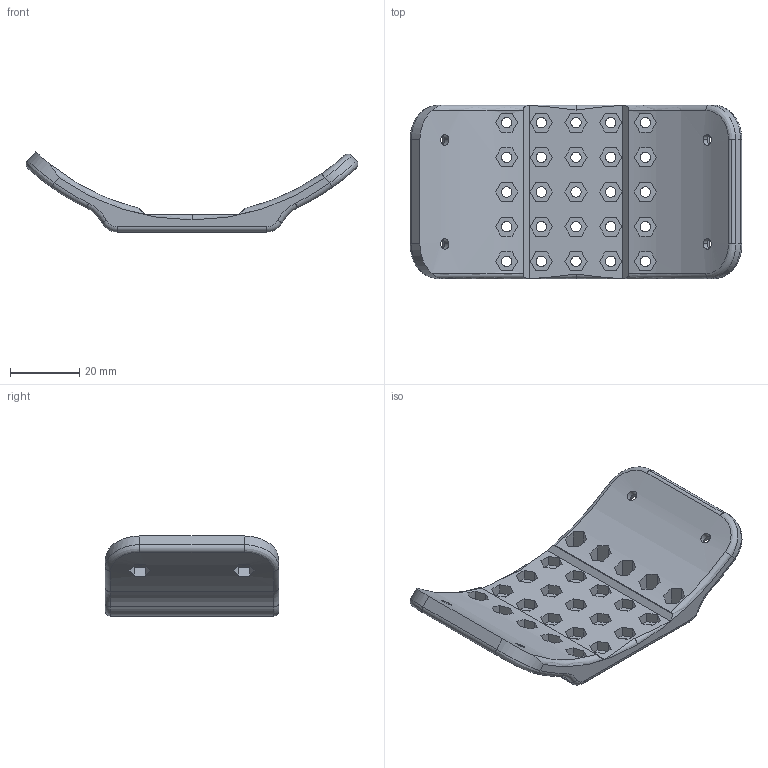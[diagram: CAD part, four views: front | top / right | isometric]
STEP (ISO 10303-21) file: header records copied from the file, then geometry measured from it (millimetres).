
FILE_DESCRIPTION (( 'STEP AP214' ), '1' );
FILE_NAME ('賑輸R50.ST', '2024-11-26T10:44:27', ( '' ), ( '' ), 'SwSTEP 2.0', 'SolidWorks 2024', '' );
FILE_SCHEMA (( 'AUTOMOTIVE_DESIGN' ));
Length unit declared in the file: millimetre
Products named in the file (1): 滑块R50
Bounding box: 95.66 x 50 x 23.1 mm (x, y, z)
Volume: 25084.6 mm3; surface area: 14047.8 mm2
Topology: 1 solids, 1 shells, 311 faces, 816 edges, 536 vertices
Faces by surface type: plane 213, cylinder 76, torus 16, bspline 6
Entity records: 10867 total; most frequent: CARTESIAN_POINT 3130, ORIENTED_EDGE 1632, DIRECTION 1524, EDGE_CURVE 816, VERTEX_POINT 536, VECTOR 536, LINE 536, AXIS2_PLACEMENT_3D 494
